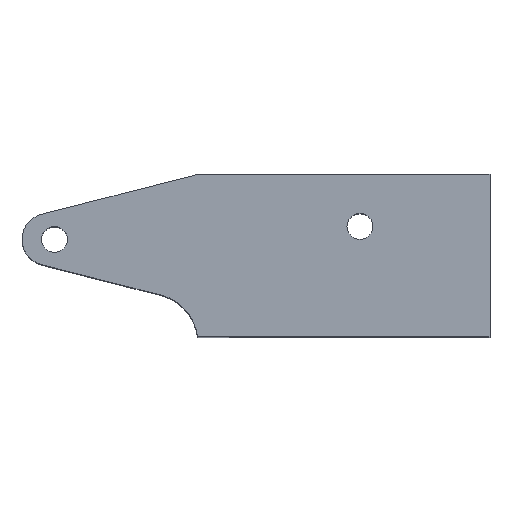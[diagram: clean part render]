
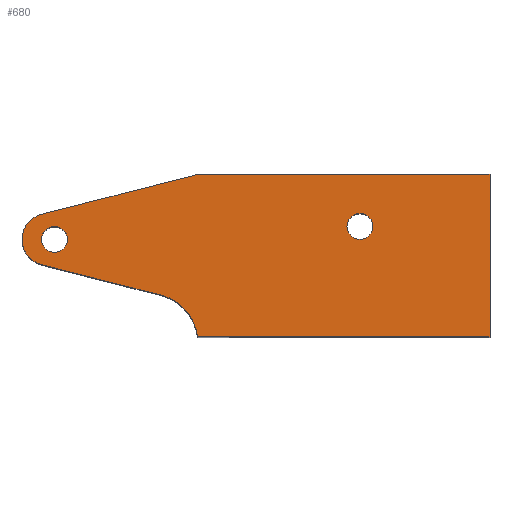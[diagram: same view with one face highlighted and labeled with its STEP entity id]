
A CAD part, top view. The second image highlights one B-rep face of the part: STEP entity #680.
In plain terms, the highlighted planar face has unit normal (0, 0, 1).
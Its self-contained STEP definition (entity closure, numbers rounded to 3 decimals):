
#19=FACE_BOUND('',#136,.T.);
#20=FACE_BOUND('',#137,.T.);
#32=CIRCLE('',#720,7.5);
#35=CIRCLE('',#728,2.);
#36=CIRCLE('',#730,4.);
#37=CIRCLE('',#732,2.);
#41=CIRCLE('',#738,2.);
#61=PLANE('',#752);
#95=FACE_OUTER_BOUND('',#135,.T.);
#135=EDGE_LOOP('',(#561,#562,#563,#564,#565,#566,#567));
#136=EDGE_LOOP('',(#568));
#137=EDGE_LOOP('',(#569,#570));
#169=LINE('',#1035,#238);
#171=LINE('',#1039,#240);
#201=LINE('',#1126,#270);
#202=LINE('',#1128,#271);
#203=LINE('',#1129,#272);
#238=VECTOR('',#813,10.);
#240=VECTOR('',#817,10.);
#270=VECTOR('',#907,10.);
#271=VECTOR('',#908,10.);
#272=VECTOR('',#909,10.);
#312=VERTEX_POINT('',#1026);
#313=VERTEX_POINT('',#1027);
#314=VERTEX_POINT('',#1032);
#315=VERTEX_POINT('',#1034);
#316=VERTEX_POINT('',#1038);
#321=VERTEX_POINT('',#1054);
#322=VERTEX_POINT('',#1060);
#323=VERTEX_POINT('',#1061);
#343=VERTEX_POINT('',#1125);
#344=VERTEX_POINT('',#1127);
#378=EDGE_CURVE('',#312,#313,#32,.F.);
#382=EDGE_CURVE('',#315,#314,#169,.T.);
#384=EDGE_CURVE('',#316,#312,#171,.T.);
#393=EDGE_CURVE('',#321,#321,#35,.T.);
#394=EDGE_CURVE('',#314,#316,#36,.T.);
#395=EDGE_CURVE('',#322,#323,#37,.T.);
#403=EDGE_CURVE('',#323,#322,#41,.T.);
#427=EDGE_CURVE('',#315,#343,#201,.T.);
#428=EDGE_CURVE('',#344,#313,#202,.T.);
#429=EDGE_CURVE('',#343,#344,#203,.T.);
#561=ORIENTED_EDGE('',*,*,#427,.F.);
#562=ORIENTED_EDGE('',*,*,#382,.T.);
#563=ORIENTED_EDGE('',*,*,#394,.T.);
#564=ORIENTED_EDGE('',*,*,#384,.T.);
#565=ORIENTED_EDGE('',*,*,#378,.T.);
#566=ORIENTED_EDGE('',*,*,#428,.F.);
#567=ORIENTED_EDGE('',*,*,#429,.F.);
#568=ORIENTED_EDGE('',*,*,#393,.T.);
#569=ORIENTED_EDGE('',*,*,#403,.T.);
#570=ORIENTED_EDGE('',*,*,#395,.T.);
#680=ADVANCED_FACE('',(#95,#19,#20),#61,.T.);
#720=AXIS2_PLACEMENT_3D('',#1028,#806,#807);
#728=AXIS2_PLACEMENT_3D('',#1056,#834,#835);
#730=AXIS2_PLACEMENT_3D('',#1058,#838,#839);
#732=AXIS2_PLACEMENT_3D('',#1062,#842,#843);
#738=AXIS2_PLACEMENT_3D('',#1078,#858,#859);
#752=AXIS2_PLACEMENT_3D('',#1124,#905,#906);
#806=DIRECTION('center_axis',(0.,0.,1.));
#807=DIRECTION('ref_axis',(0.994,0.112,0.));
#813=DIRECTION('',(-0.969,-0.247,0.));
#817=DIRECTION('',(0.969,-0.247,0.));
#834=DIRECTION('center_axis',(0.,0.,-1.));
#835=DIRECTION('ref_axis',(-1.,0.,0.));
#838=DIRECTION('center_axis',(0.,0.,1.));
#839=DIRECTION('ref_axis',(-0.247,-0.969,0.));
#842=DIRECTION('center_axis',(0.,0.,-1.));
#843=DIRECTION('ref_axis',(0.003,1.,0.));
#858=DIRECTION('center_axis',(0.,0.,-1.));
#859=DIRECTION('ref_axis',(0.,-1.,0.));
#905=DIRECTION('center_axis',(0.,0.,1.));
#906=DIRECTION('ref_axis',(-1.,0.,0.));
#907=DIRECTION('',(1.,0.,0.));
#908=DIRECTION('',(-1.,0.,0.));
#909=DIRECTION('',(0.,-1.,0.));
#1026=CARTESIAN_POINT('',(-30.598,82.429,57.5));
#1027=CARTESIAN_POINT('',(-25.,76.,57.5));
#1028=CARTESIAN_POINT('Origin',(-32.453,75.162,57.5));
#1032=CARTESIAN_POINT('',(-48.989,94.876,57.5));
#1034=CARTESIAN_POINT('',(-25.,101.,57.5));
#1035=CARTESIAN_POINT('',(-25.,101.,57.5));
#1038=CARTESIAN_POINT('',(-48.989,87.124,57.5));
#1039=CARTESIAN_POINT('',(-48.989,87.124,57.5));
#1054=CARTESIAN_POINT('',(-45.,91.,57.5));
#1056=CARTESIAN_POINT('Origin',(-47.,91.,57.5));
#1058=CARTESIAN_POINT('Origin',(-48.,91.,57.5));
#1060=CARTESIAN_POINT('',(0.,91.,57.5));
#1061=CARTESIAN_POINT('',(0.,95.,57.5));
#1062=CARTESIAN_POINT('Origin',(-0.006,93.,57.5));
#1078=CARTESIAN_POINT('Origin',(0.,93.,57.5));
#1124=CARTESIAN_POINT('Origin',(20.,101.,57.5));
#1125=CARTESIAN_POINT('',(20.,101.,57.5));
#1126=CARTESIAN_POINT('',(-25.,101.,57.5));
#1127=CARTESIAN_POINT('',(20.,76.,57.5));
#1128=CARTESIAN_POINT('',(-25.,76.,57.5));
#1129=CARTESIAN_POINT('',(20.,101.,57.5));
